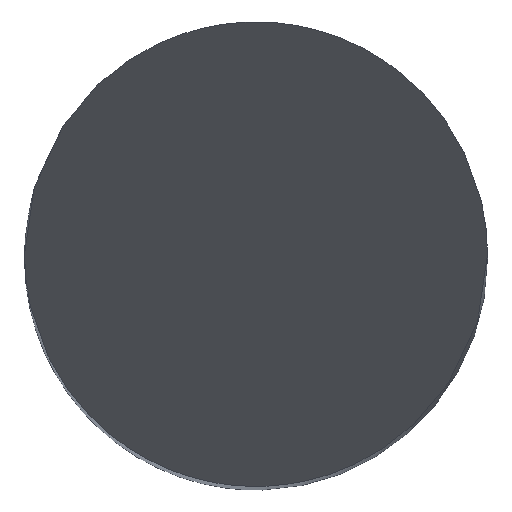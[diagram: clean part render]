
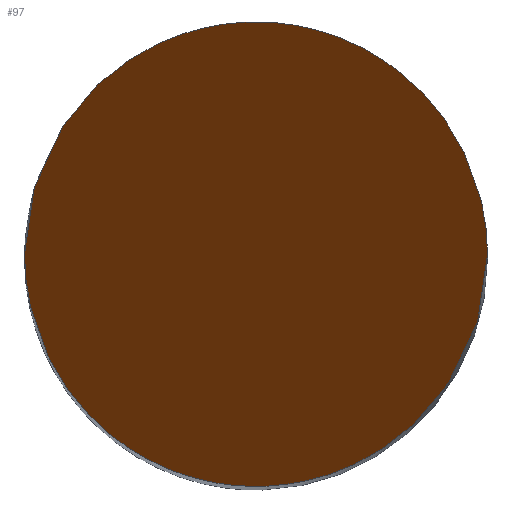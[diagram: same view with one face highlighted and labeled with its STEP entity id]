
A CAD part, top view. The second image highlights one B-rep face of the part: STEP entity #97.
In plain terms, the highlighted planar face has unit normal (0, -0.866, 0.5).
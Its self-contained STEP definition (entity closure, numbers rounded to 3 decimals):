
#43=(
BOUNDED_CURVE()
B_SPLINE_CURVE(3,(#794,#795,#796,#797),.UNSPECIFIED.,.F.,.F.)
B_SPLINE_CURVE_WITH_KNOTS((4,4),(0.,1.),.UNSPECIFIED.)
CURVE()
GEOMETRIC_REPRESENTATION_ITEM()
RATIONAL_B_SPLINE_CURVE((1.,0.333,0.333,1.))
REPRESENTATION_ITEM('')
);
#44=(
BOUNDED_CURVE()
B_SPLINE_CURVE(3,(#801,#802,#803,#804),.UNSPECIFIED.,.F.,.F.)
B_SPLINE_CURVE_WITH_KNOTS((4,4),(0.,1.),.UNSPECIFIED.)
CURVE()
GEOMETRIC_REPRESENTATION_ITEM()
RATIONAL_B_SPLINE_CURVE((1.,0.333,0.333,1.))
REPRESENTATION_ITEM('')
);
#97=ADVANCED_FACE('',(#137),#116,.F.);
#116=PLANE('',#554);
#137=FACE_OUTER_BOUND('',#166,.T.);
#166=EDGE_LOOP('',(#261,#262));
#261=ORIENTED_EDGE('',*,*,#365,.F.);
#262=ORIENTED_EDGE('',*,*,#363,.F.);
#319=VERTEX_POINT('',#793);
#320=VERTEX_POINT('',#798);
#363=EDGE_CURVE('',#319,#320,#43,.T.);
#365=EDGE_CURVE('',#320,#319,#44,.T.);
#554=AXIS2_PLACEMENT_3D('',#1029,#648,#649);
#648=DIRECTION('',(0.,0.866,-0.5));
#649=DIRECTION('',(0.,0.5,0.866));
#793=CARTESIAN_POINT('',(2.,0.,0.));
#794=CARTESIAN_POINT('',(2.,0.,0.));
#795=CARTESIAN_POINT('',(2.,-4.,-6.928));
#796=CARTESIAN_POINT('',(-2.,-4.,-6.928));
#797=CARTESIAN_POINT('',(-2.,0.,0.));
#798=CARTESIAN_POINT('',(-2.,0.,0.));
#801=CARTESIAN_POINT('',(-2.,0.,0.));
#802=CARTESIAN_POINT('',(-2.,4.,6.928));
#803=CARTESIAN_POINT('',(2.,4.,6.928));
#804=CARTESIAN_POINT('',(2.,0.,0.));
#1029=CARTESIAN_POINT('',(2.,2.,3.464));
